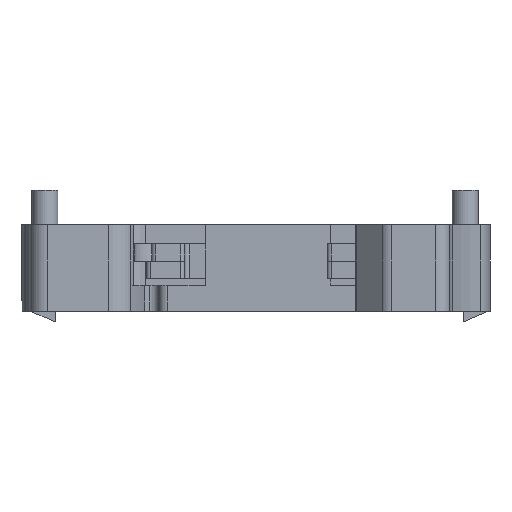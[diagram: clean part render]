
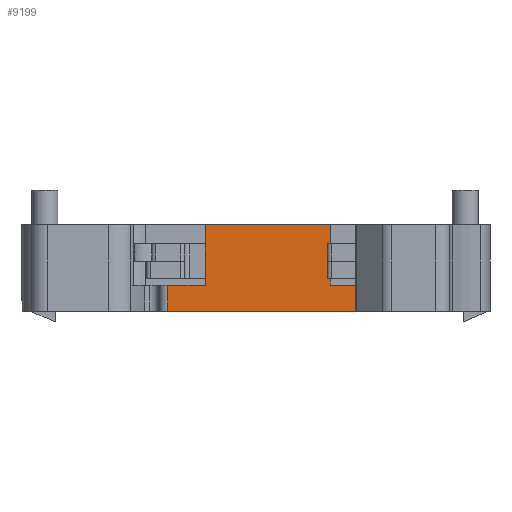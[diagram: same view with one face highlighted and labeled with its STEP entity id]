
A CAD part, front view. The second image highlights one B-rep face of the part: STEP entity #9199.
In plain terms, the highlighted planar face has unit normal (0, -1, 0).
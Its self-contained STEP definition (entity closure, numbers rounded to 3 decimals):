
#371 = EDGE_CURVE ( 'NONE', #2129, #9722, #4208, .T. ) ;
#659 = CARTESIAN_POINT ( 'NONE',  ( -5.054, -11.759, 2.5 ) ) ;
#744 = VERTEX_POINT ( 'NONE', #16838 ) ;
#902 = CARTESIAN_POINT ( 'NONE',  ( 4.338, -11.759, 2.5 ) ) ;
#955 = PLANE ( 'NONE',  #11467 ) ;
#967 = EDGE_CURVE ( 'NONE', #17890, #18063, #1937, .T. ) ;
#1120 = ORIENTED_EDGE ( 'NONE', *, *, #14145, .T. ) ;
#1198 = LINE ( 'NONE', #22470, #19812 ) ;
#1237 = CARTESIAN_POINT ( 'NONE',  ( 4.158, -11.759, -0.6 ) ) ;
#1256 = EDGE_LOOP ( 'NONE', ( #19521, #19953, #14267, #6360, #21719, #5688, #15236, #13269, #7167, #1120, #8532, #6426, #12636, #2858 ) ) ;
#1614 = LINE ( 'NONE', #20959, #20212 ) ;
#1937 = LINE ( 'NONE', #22792, #15757 ) ;
#2129 = VERTEX_POINT ( 'NONE', #3157 ) ;
#2167 = CARTESIAN_POINT ( 'NONE',  ( 4.158, -11.759, 0.4 ) ) ;
#2494 = VECTOR ( 'NONE', #6205, 1000. ) ;
#2507 = DIRECTION ( 'NONE',  ( 0., 0., -1. ) ) ;
#2758 = LINE ( 'NONE', #6553, #6396 ) ;
#2790 = EDGE_CURVE ( 'NONE', #7451, #17890, #9510, .T. ) ;
#2793 = VERTEX_POINT ( 'NONE', #15031 ) ;
#2856 = EDGE_CURVE ( 'NONE', #5083, #3856, #21152, .T. ) ;
#2858 = ORIENTED_EDGE ( 'NONE', *, *, #9676, .F. ) ;
#2938 = CARTESIAN_POINT ( 'NONE',  ( 4.338, -11.759, 2.5 ) ) ;
#2961 = VECTOR ( 'NONE', #17024, 1000. ) ;
#3157 = CARTESIAN_POINT ( 'NONE',  ( -5.054, -11.759, -2.5 ) ) ;
#3595 = VECTOR ( 'NONE', #5095, 1000. ) ;
#3856 = VERTEX_POINT ( 'NONE', #2167 ) ;
#4117 = LINE ( 'NONE', #8699, #3595 ) ;
#4208 = LINE ( 'NONE', #16908, #17488 ) ;
#4230 = DIRECTION ( 'NONE',  ( 0., 0., -1. ) ) ;
#4263 = CARTESIAN_POINT ( 'NONE',  ( -2.869, -11.759, -1. ) ) ;
#4739 = VECTOR ( 'NONE', #4230, 1000. ) ;
#4785 = CARTESIAN_POINT ( 'NONE',  ( 0., -11.759, 1.4 ) ) ;
#5037 = VERTEX_POINT ( 'NONE', #11952 ) ;
#5083 = VERTEX_POINT ( 'NONE', #1237 ) ;
#5095 = DIRECTION ( 'NONE',  ( 1., 0., 0. ) ) ;
#5688 = ORIENTED_EDGE ( 'NONE', *, *, #967, .T. ) ;
#5852 = VECTOR ( 'NONE', #19262, 1000. ) ;
#5869 = VERTEX_POINT ( 'NONE', #11765 ) ;
#5932 = EDGE_CURVE ( 'NONE', #744, #2793, #1614, .T. ) ;
#6052 = DIRECTION ( 'NONE',  ( 1., 0., 0. ) ) ;
#6182 = DIRECTION ( 'NONE',  ( 1., 0., 0. ) ) ;
#6205 = DIRECTION ( 'NONE',  ( 0., 0., 1. ) ) ;
#6224 = CARTESIAN_POINT ( 'NONE',  ( 4.153, -11.759, 1.4 ) ) ;
#6360 = ORIENTED_EDGE ( 'NONE', *, *, #21622, .F. ) ;
#6396 = VECTOR ( 'NONE', #15522, 1000. ) ;
#6426 = ORIENTED_EDGE ( 'NONE', *, *, #19611, .F. ) ;
#6553 = CARTESIAN_POINT ( 'NONE',  ( 6.383, -11.759, 2.5 ) ) ;
#6696 = VERTEX_POINT ( 'NONE', #21563 ) ;
#7167 = ORIENTED_EDGE ( 'NONE', *, *, #9847, .F. ) ;
#7451 = VERTEX_POINT ( 'NONE', #12240 ) ;
#7503 = FACE_OUTER_BOUND ( 'NONE', #1256, .T. ) ;
#7678 = LINE ( 'NONE', #6224, #2961 ) ;
#7889 = VECTOR ( 'NONE', #17388, 1000. ) ;
#8188 = CARTESIAN_POINT ( 'NONE',  ( 0., -11.759, 2.5 ) ) ;
#8490 = LINE ( 'NONE', #4785, #7889 ) ;
#8532 = ORIENTED_EDGE ( 'NONE', *, *, #5932, .T. ) ;
#8699 = CARTESIAN_POINT ( 'NONE',  ( 0., -11.759, 2.5 ) ) ;
#9199 = ADVANCED_FACE ( 'NONE', ( #7503 ), #955, .F. ) ;
#9510 = LINE ( 'NONE', #11395, #4739 ) ;
#9676 = EDGE_CURVE ( 'NONE', #6696, #3856, #22240, .T. ) ;
#9722 = VERTEX_POINT ( 'NONE', #22414 ) ;
#9801 = CARTESIAN_POINT ( 'NONE',  ( 0., -11.759, -0.6 ) ) ;
#9847 = EDGE_CURVE ( 'NONE', #5869, #9722, #2758, .T. ) ;
#10012 = DIRECTION ( 'NONE',  ( -1., 0., 0. ) ) ;
#10106 = CARTESIAN_POINT ( 'NONE',  ( 4.338, -11.759, 1.4 ) ) ;
#10347 = VERTEX_POINT ( 'NONE', #902 ) ;
#10664 = LINE ( 'NONE', #2938, #5852 ) ;
#11395 = CARTESIAN_POINT ( 'NONE',  ( -2.869, -11.759, 2.5 ) ) ;
#11467 = AXIS2_PLACEMENT_3D ( 'NONE', #8188, #20863, #10012 ) ;
#11637 = DIRECTION ( 'NONE',  ( 1., 0., 0. ) ) ;
#11765 = CARTESIAN_POINT ( 'NONE',  ( 6.383, -11.759, -1. ) ) ;
#11950 = DIRECTION ( 'NONE',  ( 0., 0., 1. ) ) ;
#11952 = CARTESIAN_POINT ( 'NONE',  ( 4.153, -11.759, 1.4 ) ) ;
#12042 = DIRECTION ( 'NONE',  ( -1., 0., 0. ) ) ;
#12240 = CARTESIAN_POINT ( 'NONE',  ( -2.869, -11.759, 2.5 ) ) ;
#12636 = ORIENTED_EDGE ( 'NONE', *, *, #2856, .T. ) ;
#13269 = ORIENTED_EDGE ( 'NONE', *, *, #371, .T. ) ;
#13583 = EDGE_CURVE ( 'NONE', #5037, #6696, #7678, .T. ) ;
#13957 = VECTOR ( 'NONE', #11637, 1000. ) ;
#14145 = EDGE_CURVE ( 'NONE', #5869, #744, #1198, .T. ) ;
#14210 = EDGE_CURVE ( 'NONE', #5037, #23092, #8490, .T. ) ;
#14267 = ORIENTED_EDGE ( 'NONE', *, *, #15119, .T. ) ;
#14497 = LINE ( 'NONE', #9801, #13957 ) ;
#15031 = CARTESIAN_POINT ( 'NONE',  ( 4.338, -11.759, -0.6 ) ) ;
#15045 = CARTESIAN_POINT ( 'NONE',  ( 0., -11.759, 0.4 ) ) ;
#15055 = LINE ( 'NONE', #659, #16212 ) ;
#15119 = EDGE_CURVE ( 'NONE', #23092, #10347, #10664, .T. ) ;
#15236 = ORIENTED_EDGE ( 'NONE', *, *, #17371, .T. ) ;
#15522 = DIRECTION ( 'NONE',  ( 0., 0., -1. ) ) ;
#15757 = VECTOR ( 'NONE', #12042, 1000. ) ;
#16212 = VECTOR ( 'NONE', #2507, 1000. ) ;
#16838 = CARTESIAN_POINT ( 'NONE',  ( 4.338, -11.759, -1. ) ) ;
#16908 = CARTESIAN_POINT ( 'NONE',  ( 0., -11.759, -2.5 ) ) ;
#17024 = DIRECTION ( 'NONE',  ( 0., 0., -1. ) ) ;
#17152 = DIRECTION ( 'NONE',  ( -1., 0., 0. ) ) ;
#17371 = EDGE_CURVE ( 'NONE', #18063, #2129, #15055, .T. ) ;
#17388 = DIRECTION ( 'NONE',  ( 1., 0., 0. ) ) ;
#17432 = CARTESIAN_POINT ( 'NONE',  ( -5.054, -11.759, -1. ) ) ;
#17488 = VECTOR ( 'NONE', #6182, 1000. ) ;
#17890 = VERTEX_POINT ( 'NONE', #4263 ) ;
#18063 = VERTEX_POINT ( 'NONE', #17432 ) ;
#18822 = CARTESIAN_POINT ( 'NONE',  ( 4.158, -11.759, -0.6 ) ) ;
#19262 = DIRECTION ( 'NONE',  ( 0., 0., 1. ) ) ;
#19521 = ORIENTED_EDGE ( 'NONE', *, *, #13583, .F. ) ;
#19611 = EDGE_CURVE ( 'NONE', #5083, #2793, #14497, .T. ) ;
#19812 = VECTOR ( 'NONE', #17152, 1000. ) ;
#19953 = ORIENTED_EDGE ( 'NONE', *, *, #14210, .T. ) ;
#20212 = VECTOR ( 'NONE', #11950, 1000. ) ;
#20863 = DIRECTION ( 'NONE',  ( 0., 1., 0. ) ) ;
#20959 = CARTESIAN_POINT ( 'NONE',  ( 4.338, -11.759, 2.5 ) ) ;
#21152 = LINE ( 'NONE', #18822, #2494 ) ;
#21563 = CARTESIAN_POINT ( 'NONE',  ( 4.153, -11.759, 0.4 ) ) ;
#21622 = EDGE_CURVE ( 'NONE', #7451, #10347, #4117, .T. ) ;
#21679 = VECTOR ( 'NONE', #6052, 1000. ) ;
#21719 = ORIENTED_EDGE ( 'NONE', *, *, #2790, .T. ) ;
#22240 = LINE ( 'NONE', #15045, #21679 ) ;
#22414 = CARTESIAN_POINT ( 'NONE',  ( 6.383, -11.759, -2.5 ) ) ;
#22470 = CARTESIAN_POINT ( 'NONE',  ( 0., -11.759, -1. ) ) ;
#22792 = CARTESIAN_POINT ( 'NONE',  ( 0., -11.759, -1. ) ) ;
#23092 = VERTEX_POINT ( 'NONE', #10106 ) ;
